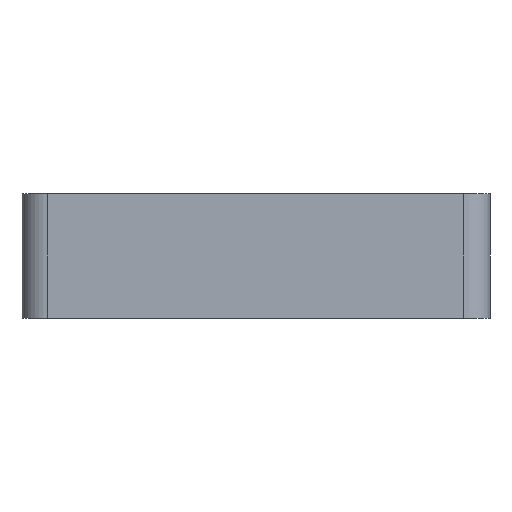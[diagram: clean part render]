
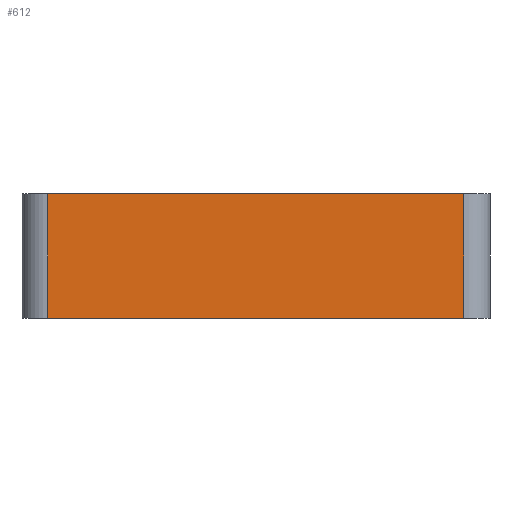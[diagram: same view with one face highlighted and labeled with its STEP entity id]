
A CAD part, front view. The second image highlights one B-rep face of the part: STEP entity #612.
In plain terms, the highlighted planar face has unit normal (0, -1, 0).
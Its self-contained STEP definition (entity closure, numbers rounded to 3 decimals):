
#26=PLANE('',#663);
#58=FACE_OUTER_BOUND('',#95,.T.);
#95=EDGE_LOOP('',(#520,#521,#522,#523));
#181=LINE('',#2940,#215);
#193=LINE('',#2985,#227);
#194=LINE('',#2987,#228);
#195=LINE('',#2988,#229);
#215=VECTOR('',#740,1000.);
#227=VECTOR('',#788,1000.);
#228=VECTOR('',#789,1000.);
#229=VECTOR('',#790,1000.);
#273=VERTEX_POINT('',#2937);
#274=VERTEX_POINT('',#2939);
#289=VERTEX_POINT('',#2984);
#290=VERTEX_POINT('',#2986);
#351=EDGE_CURVE('',#274,#273,#181,.T.);
#373=EDGE_CURVE('',#273,#289,#193,.T.);
#374=EDGE_CURVE('',#290,#289,#194,.T.);
#375=EDGE_CURVE('',#290,#274,#195,.T.);
#520=ORIENTED_EDGE('',*,*,#351,.T.);
#521=ORIENTED_EDGE('',*,*,#373,.T.);
#522=ORIENTED_EDGE('',*,*,#374,.F.);
#523=ORIENTED_EDGE('',*,*,#375,.T.);
#612=ADVANCED_FACE('',(#58),#26,.F.);
#663=AXIS2_PLACEMENT_3D('',#2983,#786,#787);
#740=DIRECTION('',(1.,0.,0.));
#786=DIRECTION('center_axis',(0.,1.,0.));
#787=DIRECTION('ref_axis',(-1.,0.,0.));
#788=DIRECTION('',(0.,0.,1.));
#789=DIRECTION('',(1.,0.,0.));
#790=DIRECTION('',(0.,0.,-1.));
#2937=CARTESIAN_POINT('',(42.5,-90.,24.));
#2939=CARTESIAN_POINT('',(2.5,-90.,24.));
#2940=CARTESIAN_POINT('',(0.,-90.,24.));
#2983=CARTESIAN_POINT('Origin',(0.,-90.,
36.));
#2984=CARTESIAN_POINT('',(42.5,-90.,36.));
#2985=CARTESIAN_POINT('',(42.5,-90.,36.));
#2986=CARTESIAN_POINT('',(2.5,-90.,36.));
#2987=CARTESIAN_POINT('',(0.,-90.,36.));
#2988=CARTESIAN_POINT('',(2.5,-90.,36.));
